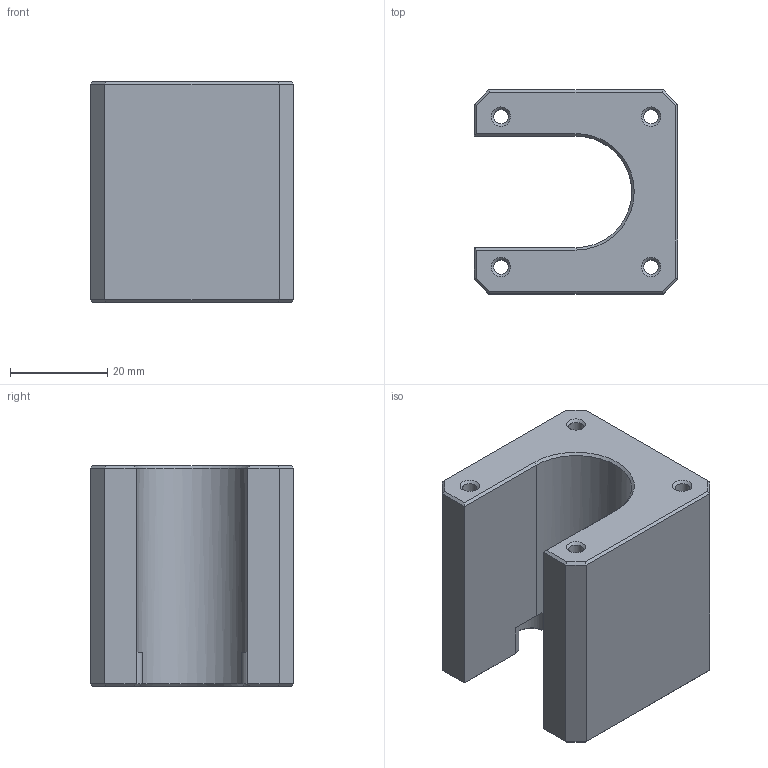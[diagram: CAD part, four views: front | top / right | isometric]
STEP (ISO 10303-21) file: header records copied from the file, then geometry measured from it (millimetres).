
FILE_DESCRIPTION(/* description */ (''),/* implementation_level */ '2;1');
FILE_NAME(/* name */ 'P0008_OB_200331_r03.step',/* time_stamp */ '2020-03-31T16:28:28+02:00',/* author */ (''),/* organization */ (''),/* preprocessor_version */ 'ST-DEVELOPER v18',/* originating_system */ 'Autodesk Translation Framework v8.12.0.6',/* authorisation */ '');
FILE_SCHEMA (('AUTOMOTIVE_DESIGN { 1 0 10303 214 3 1 1 }'));
Length unit declared in the file: millimetre
Products named in the file (1): P0008_OB_200331
Bounding box: 42 x 42 x 45.5 mm (x, y, z)
Volume: 46161.7 mm3; surface area: 13541.5 mm2
Topology: 1 solids, 1 shells, 68 faces, 162 edges, 96 vertices
Faces by surface type: plane 41, cone 16, cylinder 11
Full cylindrical faces by diameter (mm): 3 x4
Entity records: 1971 total; most frequent: DIRECTION 344, CARTESIAN_POINT 327, ORIENTED_EDGE 324, EDGE_CURVE 162, LINE 118, VECTOR 118, AXIS2_PLACEMENT_3D 113, VERTEX_POINT 96
